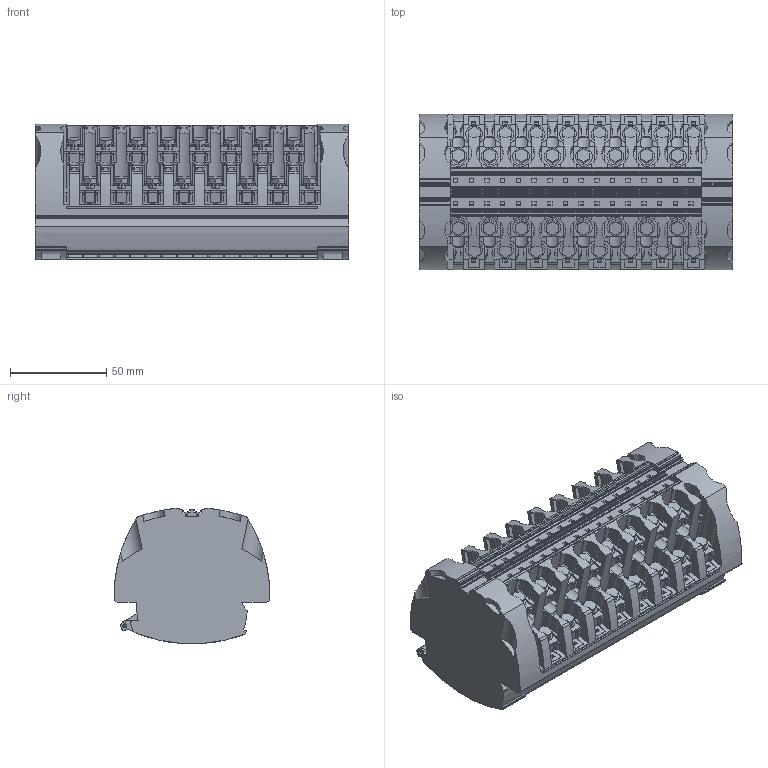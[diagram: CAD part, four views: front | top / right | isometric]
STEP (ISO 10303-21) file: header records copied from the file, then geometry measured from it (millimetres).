
FILE_DESCRIPTION(('Creo Elements/Direct Modeling STEP Export'),'2;1');
FILE_NAME('model.stp','2020-08-10T 9:13:38',(''),(''),'Creo Elements/Direct Modeling STEP processor for AP214 (Solid Model)','Creo Elements/Direct Modeling 20.1A 29-Sep-2018 (C) Parametric Technology GmbH','');
FILE_SCHEMA(('AUTOMOTIVE_DESIGN { 1 0 10303 214 1 1 1 1 }'));
Length unit declared in the file: millimetre
Products named in the file (2): RSCWE_6_3_16-select
Assembly tree (1 placements, depth 2):
  RSCWE_6_3_16-select
    RSCWE_6_3_16-select
Bounding box: 163 x 80.92 x 70.49 mm (x, y, z)
Volume: 593755 mm3; surface area: 106137.2 mm2
Topology: 1 solids, 1 shells, 5086 faces, 15422 edges, 10193 vertices
Faces by surface type: plane 4250, cylinder 835, bspline 1
Entity records: 194025 total; most frequent: CARTESIAN_POINT 46848, ORIENTED_EDGE 30844, DIRECTION 26661, EDGE_CURVE 15422, VECTOR 13139, LINE 13139, VERTEX_POINT 10193, AXIS2_PLACEMENT_3D 6761
